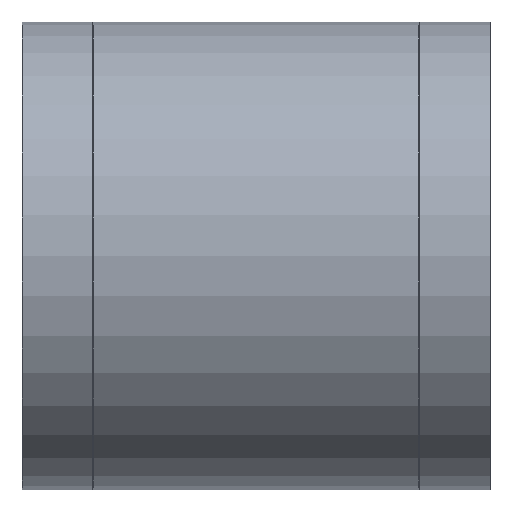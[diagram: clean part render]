
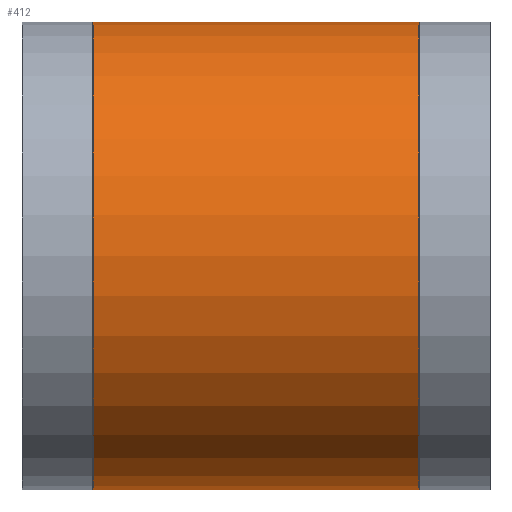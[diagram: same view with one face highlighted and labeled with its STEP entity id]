
A CAD part, top view. The second image highlights one B-rep face of the part: STEP entity #412.
In plain terms, the highlighted cylindrical face has radius 2.5 mm (diameter 5 mm), a partial arc.
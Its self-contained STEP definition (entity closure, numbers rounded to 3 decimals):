
#347=DIRECTION('',(1.,0.,0.));
#348=VECTOR('',#347,3.48);
#349=CARTESIAN_POINT('',(0.76,-2.5,0.));
#350=LINE('',#349,#348);
#351=CARTESIAN_POINT('',(4.24,0.,0.));
#352=DIRECTION('',(1.,0.,0.));
#353=DIRECTION('',(0.,1.,0.));
#354=AXIS2_PLACEMENT_3D('',#351,#352,#353);
#356=CARTESIAN_POINT('',(0.76,0.,0.));
#357=DIRECTION('',(-1.,0.,0.));
#358=DIRECTION('',(0.,-1.,0.));
#359=AXIS2_PLACEMENT_3D('',#356,#357,#358);
#361=DIRECTION('',(1.,0.,0.));
#362=VECTOR('',#361,3.48);
#363=CARTESIAN_POINT('',(0.76,2.5,0.));
#364=LINE('',#363,#362);
#365=CARTESIAN_POINT('',(4.24,-2.5,0.));
#366=CARTESIAN_POINT('',(4.24,2.5,0.));
#367=VERTEX_POINT('',#365);
#368=VERTEX_POINT('',#366);
#369=CARTESIAN_POINT('',(0.76,2.5,0.));
#370=CARTESIAN_POINT('',(0.76,-2.5,0.));
#371=VERTEX_POINT('',#369);
#372=VERTEX_POINT('',#370);
#400=CARTESIAN_POINT('',(0.,0.,0.));
#401=DIRECTION('',(1.,0.,0.));
#402=DIRECTION('',(0.,-1.,0.));
#403=AXIS2_PLACEMENT_3D('',#400,#401,#402);
#404=CYLINDRICAL_SURFACE('',#403,2.5);
#405=ORIENTED_EDGE('',*,*,#395,.T.);
#406=ORIENTED_EDGE('',*,*,#384,.F.);
#408=ORIENTED_EDGE('',*,*,#407,.T.);
#409=ORIENTED_EDGE('',*,*,#380,.T.);
#410=EDGE_LOOP('',(#405,#406,#408,#409));
#411=FACE_OUTER_BOUND('',#410,.F.);
#355=CIRCLE('',#354,2.5);
#360=CIRCLE('',#359,2.5);
#380=EDGE_CURVE('',#371,#368,#364,.T.);
#384=EDGE_CURVE('',#372,#367,#350,.T.);
#395=EDGE_CURVE('',#368,#367,#355,.T.);
#407=EDGE_CURVE('',#372,#371,#360,.T.);
#412=ADVANCED_FACE('',(#411),#404,.T.);
